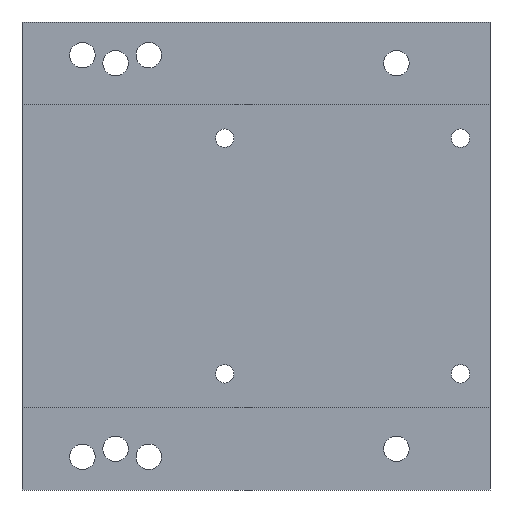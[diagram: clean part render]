
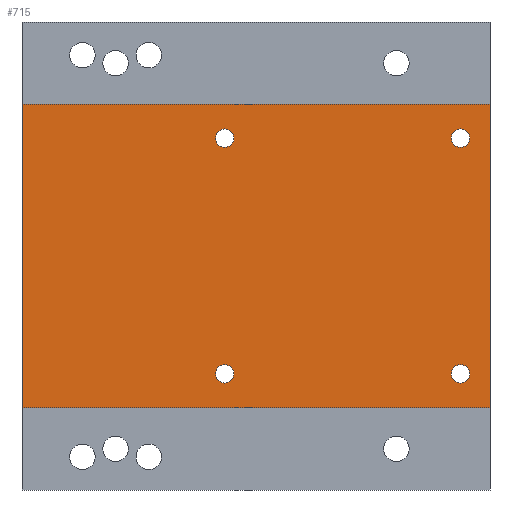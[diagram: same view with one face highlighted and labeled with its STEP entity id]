
A CAD part, front view. The second image highlights one B-rep face of the part: STEP entity #715.
In plain terms, the highlighted planar face has unit normal (0, -1, 0).
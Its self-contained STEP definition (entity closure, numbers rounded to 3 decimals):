
#39=FACE_BOUND('',#160,.T.);
#40=FACE_BOUND('',#161,.T.);
#41=FACE_BOUND('',#162,.T.);
#42=FACE_BOUND('',#163,.T.);
#67=CIRCLE('',#770,1.25);
#68=CIRCLE('',#771,1.25);
#69=CIRCLE('',#772,1.25);
#70=CIRCLE('',#773,1.25);
#125=FACE_OUTER_BOUND('',#159,.T.);
#159=EDGE_LOOP('',(#503,#504,#505,#506));
#160=EDGE_LOOP('',(#507));
#161=EDGE_LOOP('',(#508));
#162=EDGE_LOOP('',(#509));
#163=EDGE_LOOP('',(#510));
#221=LINE('',#1095,#269);
#225=LINE('',#1104,#273);
#227=LINE('',#1107,#275);
#228=LINE('',#1108,#276);
#269=VECTOR('',#863,10.);
#273=VECTOR('',#869,10.);
#275=VECTOR('',#873,10.);
#276=VECTOR('',#874,10.);
#317=VERTEX_POINT('',#1092);
#318=VERTEX_POINT('',#1094);
#321=VERTEX_POINT('',#1101);
#322=VERTEX_POINT('',#1103);
#323=VERTEX_POINT('',#1109);
#324=VERTEX_POINT('',#1111);
#325=VERTEX_POINT('',#1113);
#326=VERTEX_POINT('',#1115);
#393=EDGE_CURVE('',#317,#318,#221,.T.);
#397=EDGE_CURVE('',#321,#322,#225,.T.);
#399=EDGE_CURVE('',#318,#321,#227,.T.);
#400=EDGE_CURVE('',#322,#317,#228,.T.);
#401=EDGE_CURVE('',#323,#323,#67,.T.);
#402=EDGE_CURVE('',#324,#324,#68,.T.);
#403=EDGE_CURVE('',#325,#325,#69,.T.);
#404=EDGE_CURVE('',#326,#326,#70,.T.);
#503=ORIENTED_EDGE('',*,*,#399,.F.);
#504=ORIENTED_EDGE('',*,*,#393,.F.);
#505=ORIENTED_EDGE('',*,*,#400,.F.);
#506=ORIENTED_EDGE('',*,*,#397,.F.);
#507=ORIENTED_EDGE('',*,*,#401,.F.);
#508=ORIENTED_EDGE('',*,*,#402,.F.);
#509=ORIENTED_EDGE('',*,*,#403,.F.);
#510=ORIENTED_EDGE('',*,*,#404,.F.);
#705=PLANE('',#769);
#715=ADVANCED_FACE('',(#125,#39,#40,#41,#42),#705,.F.);
#769=AXIS2_PLACEMENT_3D('',#1106,#871,#872);
#770=AXIS2_PLACEMENT_3D('',#1110,#875,#876);
#771=AXIS2_PLACEMENT_3D('',#1112,#877,#878);
#772=AXIS2_PLACEMENT_3D('',#1114,#879,#880);
#773=AXIS2_PLACEMENT_3D('',#1116,#881,#882);
#863=DIRECTION('',(-1.,0.,0.));
#869=DIRECTION('',(1.,0.,0.));
#871=DIRECTION('center_axis',(0.,1.,0.));
#872=DIRECTION('ref_axis',(0.,0.,1.));
#873=DIRECTION('',(0.,0.,1.));
#874=DIRECTION('',(0.,0.,-1.));
#875=DIRECTION('center_axis',(0.,-1.,0.));
#876=DIRECTION('ref_axis',(1.,0.,0.));
#877=DIRECTION('center_axis',(0.,-1.,0.));
#878=DIRECTION('ref_axis',(1.,0.,0.));
#879=DIRECTION('center_axis',(0.,-1.,0.));
#880=DIRECTION('ref_axis',(1.,0.,0.));
#881=DIRECTION('center_axis',(0.,-1.,0.));
#882=DIRECTION('ref_axis',(1.,0.,0.));
#1092=CARTESIAN_POINT('',(31.75,0.25,-20.574));
#1094=CARTESIAN_POINT('',(-31.75,0.25,-20.574));
#1095=CARTESIAN_POINT('',(-31.75,0.25,-20.574));
#1101=CARTESIAN_POINT('',(-31.75,0.25,20.574));
#1103=CARTESIAN_POINT('',(31.75,0.25,20.574));
#1104=CARTESIAN_POINT('',(31.75,0.25,20.574));
#1106=CARTESIAN_POINT('Origin',(0.,0.25,0.));
#1107=CARTESIAN_POINT('',(-31.75,0.25,-15.875));
#1108=CARTESIAN_POINT('',(31.75,0.25,15.875));
#1109=CARTESIAN_POINT('',(26.5,0.25,-16.));
#1110=CARTESIAN_POINT('Origin',(27.75,0.25,-16.));
#1111=CARTESIAN_POINT('',(-5.5,0.25,16.));
#1112=CARTESIAN_POINT('Origin',(-4.25,0.25,16.));
#1113=CARTESIAN_POINT('',(-5.5,0.25,-16.));
#1114=CARTESIAN_POINT('Origin',(-4.25,0.25,-16.));
#1115=CARTESIAN_POINT('',(26.5,0.25,16.));
#1116=CARTESIAN_POINT('Origin',(27.75,0.25,16.));
